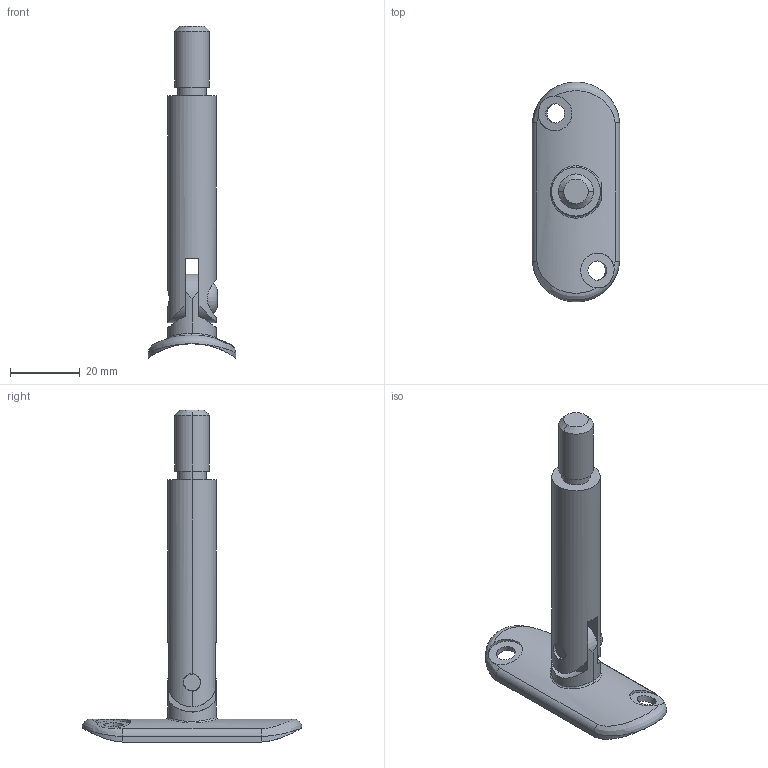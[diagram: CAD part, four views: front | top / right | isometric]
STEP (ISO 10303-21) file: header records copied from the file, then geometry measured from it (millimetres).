
FILE_DESCRIPTION (( 'STEP AP203' ), '1' );
FILE_NAME ('A_0818-042.STEP', '2018-12-18T13:45:15', ( '' ), ( '' ), 'SwSTEP 2.0', 'SolidWorks 2018', '' );
FILE_SCHEMA (( 'CONFIG_CONTROL_DESIGN' ));
Length unit declared in the file: millimetre
Products named in the file (4): A_0818-042; SKRUTKA stn iso 7380_M6x10; A_0818-042.P1; A_0818-042.P2
Assembly tree (3 placements, depth 2):
  A_0818-042
    A_0818-042.P1
    A_0818-042.P2
    SKRUTKA stn iso 7380_M6x10
Bounding box: 25 x 63 x 95.08 mm (x, y, z)
Volume: 15024.9 mm3; surface area: 8618.6 mm2
Topology: 3 solids, 3 shells, 80 faces, 196 edges, 123 vertices
Faces by surface type: cylinder 41, plane 27, cone 6, bspline 4, torus 2
Entity records: 4241 total; most frequent: CARTESIAN_POINT 2032, ORIENTED_EDGE 388, DIRECTION 356, EDGE_CURVE 194, AXIS2_PLACEMENT_3D 142, VERTEX_POINT 123, EDGE_LOOP 93, ADVANCED_FACE 80
